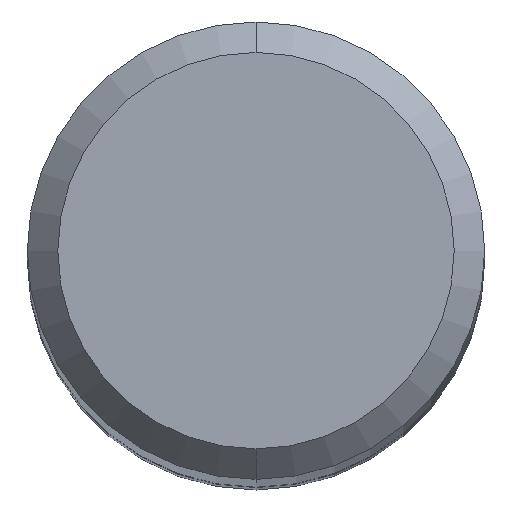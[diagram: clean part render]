
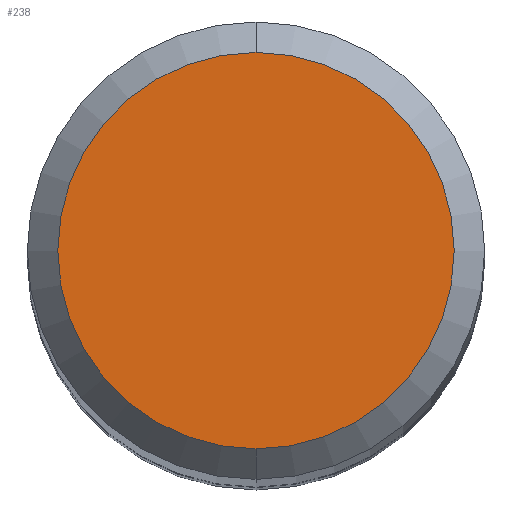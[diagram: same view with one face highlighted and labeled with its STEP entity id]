
A CAD part, top view. The second image highlights one B-rep face of the part: STEP entity #238.
In plain terms, the highlighted planar face has unit normal (0, 0, 1).
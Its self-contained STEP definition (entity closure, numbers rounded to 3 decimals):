
#238=ADVANCED_FACE('',(#594),#595,.T.);
#244=VERTEX_POINT('',#602);
#252=EDGE_CURVE('',#272,#244,#611,.T.);
#258=EDGE_CURVE('',#244,#272,#617,.T.);
#272=VERTEX_POINT('',#632);
#594=FACE_OUTER_BOUND('',#989,.T.);
#595=PLANE('',#990);
#602=CARTESIAN_POINT('',(0.,-2.6,0.0));
#611=CIRCLE('',#1019,2.6);
#617=CIRCLE('',#1053,2.6);
#632=CARTESIAN_POINT('',(0.0,2.6,0.0));
#989=EDGE_LOOP('',(#1690,#1691));
#990=AXIS2_PLACEMENT_3D('',#1692,#1693,#1694);
#1019=AXIS2_PLACEMENT_3D('',#1717,#1718,#1719);
#1053=AXIS2_PLACEMENT_3D('',#1720,#1721,#1722);
#1690=ORIENTED_EDGE('',*,*,#252,.F.);
#1691=ORIENTED_EDGE('',*,*,#258,.F.);
#1692=CARTESIAN_POINT('',(0.0,1.3,0.0));
#1693=DIRECTION('',(-0.0,0.0,1.0));
#1694=DIRECTION('',(0.0,-1.0,0.0));
#1717=CARTESIAN_POINT('',(0.0,0.0,0.0));
#1718=DIRECTION('',(0.0,0.0,-1.0));
#1719=DIRECTION('',(0.0,1.0,0.0));
#1720=CARTESIAN_POINT('',(0.0,0.0,0.0));
#1721=DIRECTION('',(0.0,0.0,-1.0));
#1722=DIRECTION('',(0.0,1.0,0.0));
